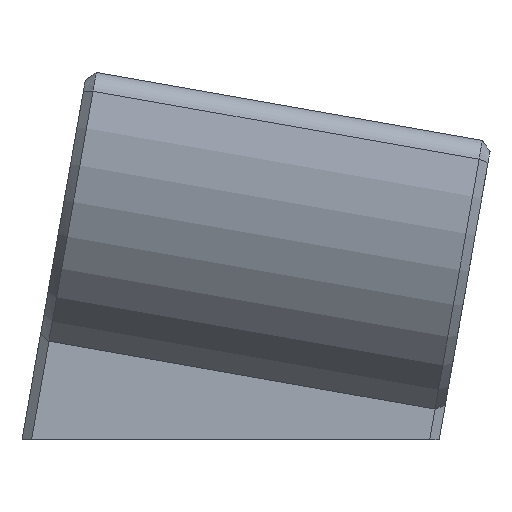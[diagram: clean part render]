
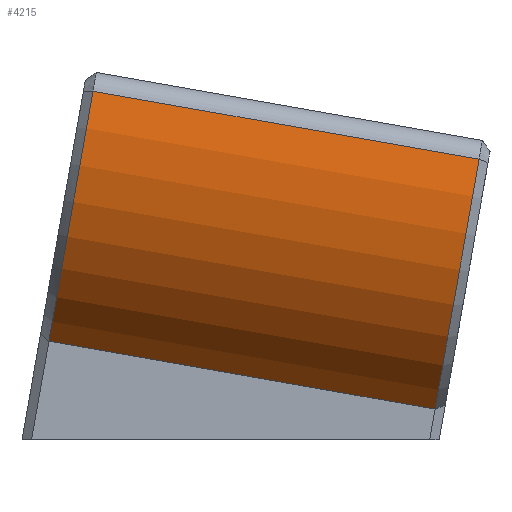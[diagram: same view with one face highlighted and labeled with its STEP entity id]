
A CAD part, left-side view. The second image highlights one B-rep face of the part: STEP entity #4215.
In plain terms, the highlighted cylindrical face has radius 20 mm (diameter 40 mm), a partial arc.
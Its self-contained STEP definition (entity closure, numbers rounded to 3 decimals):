
#101 = CYLINDRICAL_SURFACE('',#102,2.);
#102 = AXIS2_PLACEMENT_3D('',#103,#104,#105);
#103 = CARTESIAN_POINT('',(-143.658,25.124,
    5.253));
#104 = DIRECTION('',(0.,0.985,0.174)
  );
#105 = DIRECTION('',(-1.,0.,0.));
#2592 = VERTEX_POINT('',#2593);
#2593 = CARTESIAN_POINT('',(-145.623,-10.937,
    -0.725));
#2620 = EDGE_CURVE('',#2592,#2621,#2623,.T.);
#2621 = VERTEX_POINT('',#2622);
#2622 = CARTESIAN_POINT('',(-145.623,-43.83,
    -6.525));
#2623 = SURFACE_CURVE('',#2624,(#2628,#2635),.PCURVE_S1.);
#2624 = LINE('',#2625,#2626);
#2625 = CARTESIAN_POINT('',(-145.623,25.059,
    5.622));
#2626 = VECTOR('',#2627,1.);
#2627 = DIRECTION('',(0.,-0.985,-0.174));
#2628 = PCURVE('',#101,#2629);
#2629 = DEFINITIONAL_REPRESENTATION('',(#2630),#2634);
#2630 = LINE('',#2631,#2632);
#2631 = CARTESIAN_POINT('',(0.189,0.));
#2632 = VECTOR('',#2633,1.);
#2633 = DIRECTION('',(0.,-1.));
#2634 = ( GEOMETRIC_REPRESENTATION_CONTEXT(2) 
PARAMETRIC_REPRESENTATION_CONTEXT() REPRESENTATION_CONTEXT('2D SPACE',''
  ) );
#2635 = PCURVE('',#2636,#2641);
#2636 = CYLINDRICAL_SURFACE('',#2637,20.);
#2637 = AXIS2_PLACEMENT_3D('',#2638,#2639,#2640);
#2638 = CARTESIAN_POINT('',(-125.977,25.71,1.929)
  );
#2639 = DIRECTION('',(0.,0.985,0.174)
  );
#2640 = DIRECTION('',(-1.,0.,0.));
#2641 = DEFINITIONAL_REPRESENTATION('',(#2642),#2646);
#2642 = LINE('',#2643,#2644);
#2643 = CARTESIAN_POINT('',(6.472,0.));
#2644 = VECTOR('',#2645,1.);
#2645 = DIRECTION('',(0.,-1.));
#2646 = ( GEOMETRIC_REPRESENTATION_CONTEXT(2) 
PARAMETRIC_REPRESENTATION_CONTEXT() REPRESENTATION_CONTEXT('2D SPACE',''
  ) );
#4040 = CONICAL_SURFACE('',#4041,20.,0.785);
#4041 = AXIS2_PLACEMENT_3D('',#4042,#4043,#4044);
#4042 = CARTESIAN_POINT('',(-125.977,-43.178,-10.218)
  );
#4043 = DIRECTION('',(0.,0.985,0.174)
  );
#4044 = DIRECTION('',(-0.982,-0.033,0.185)
  );
#4178 = CONICAL_SURFACE('',#4179,20.,0.785);
#4179 = AXIS2_PLACEMENT_3D('',#4180,#4181,#4182);
#4180 = CARTESIAN_POINT('',(-125.977,-10.286,-4.418)
  );
#4181 = DIRECTION('',(0.,-0.985,
    -0.174));
#4182 = DIRECTION('',(-0.982,-0.033,0.185)
  );
#4215 = ADVANCED_FACE('',(#4216),#2636,.T.);
#4216 = FACE_BOUND('',#4217,.T.);
#4217 = EDGE_LOOP('',(#4218,#4219,#4243,#4271));
#4218 = ORIENTED_EDGE('',*,*,#2620,.F.);
#4219 = ORIENTED_EDGE('',*,*,#4220,.T.);
#4220 = EDGE_CURVE('',#2592,#4221,#4223,.T.);
#4221 = VERTEX_POINT('',#4222);
#4222 = CARTESIAN_POINT('',(-134.977,-7.184,-22.007)
  );
#4223 = SURFACE_CURVE('',#4224,(#4229,#4236),.PCURVE_S1.);
#4224 = CIRCLE('',#4225,20.);
#4225 = AXIS2_PLACEMENT_3D('',#4226,#4227,#4228);
#4226 = CARTESIAN_POINT('',(-125.977,-10.286,-4.418)
  );
#4227 = DIRECTION('',(0.,-0.985,
    -0.174));
#4228 = DIRECTION('',(-0.982,-0.033,0.185)
  );
#4229 = PCURVE('',#2636,#4230);
#4230 = DEFINITIONAL_REPRESENTATION('',(#4231),#4235);
#4231 = LINE('',#4232,#4233);
#4232 = CARTESIAN_POINT('',(6.472,-36.551));
#4233 = VECTOR('',#4234,1.);
#4234 = DIRECTION('',(-1.,-0.));
#4235 = ( GEOMETRIC_REPRESENTATION_CONTEXT(2) 
PARAMETRIC_REPRESENTATION_CONTEXT() REPRESENTATION_CONTEXT('2D SPACE',''
  ) );
#4236 = PCURVE('',#4178,#4237);
#4237 = DEFINITIONAL_REPRESENTATION('',(#4238),#4242);
#4238 = LINE('',#4239,#4240);
#4239 = CARTESIAN_POINT('',(0.,-0.));
#4240 = VECTOR('',#4241,1.);
#4241 = DIRECTION('',(1.,-0.));
#4242 = ( GEOMETRIC_REPRESENTATION_CONTEXT(2) 
PARAMETRIC_REPRESENTATION_CONTEXT() REPRESENTATION_CONTEXT('2D SPACE',''
  ) );
#4243 = ORIENTED_EDGE('',*,*,#4244,.T.);
#4244 = EDGE_CURVE('',#4221,#4245,#4247,.T.);
#4245 = VERTEX_POINT('',#4246);
#4246 = CARTESIAN_POINT('',(-134.977,-40.077,-27.807)
  );
#4247 = SURFACE_CURVE('',#4248,(#4252,#4259),.PCURVE_S1.);
#4248 = LINE('',#4249,#4250);
#4249 = CARTESIAN_POINT('',(-134.977,-6.396,-21.868)
  );
#4250 = VECTOR('',#4251,1.);
#4251 = DIRECTION('',(0.,-0.985,
    -0.174));
#4252 = PCURVE('',#2636,#4253);
#4253 = DEFINITIONAL_REPRESENTATION('',(#4254),#4258);
#4254 = LINE('',#4255,#4256);
#4255 = CARTESIAN_POINT('',(5.179,-35.751));
#4256 = VECTOR('',#4257,1.);
#4257 = DIRECTION('',(0.,-1.));
#4258 = ( GEOMETRIC_REPRESENTATION_CONTEXT(2) 
PARAMETRIC_REPRESENTATION_CONTEXT() REPRESENTATION_CONTEXT('2D SPACE',''
  ) );
#4259 = PCURVE('',#4260,#4265);
#4260 = PLANE('',#4261);
#4261 = AXIS2_PLACEMENT_3D('',#4262,#4263,#4264);
#4262 = CARTESIAN_POINT('',(-134.977,-21.821,-27.557)
  );
#4263 = DIRECTION('',(-1.,0.,0.));
#4264 = DIRECTION('',(0.,0.,-1.));
#4265 = DEFINITIONAL_REPRESENTATION('',(#4266),#4270);
#4266 = LINE('',#4267,#4268);
#4267 = CARTESIAN_POINT('',(-5.689,-15.425));
#4268 = VECTOR('',#4269,1.);
#4269 = DIRECTION('',(0.174,0.985));
#4270 = ( GEOMETRIC_REPRESENTATION_CONTEXT(2) 
PARAMETRIC_REPRESENTATION_CONTEXT() REPRESENTATION_CONTEXT('2D SPACE',''
  ) );
#4271 = ORIENTED_EDGE('',*,*,#4272,.F.);
#4272 = EDGE_CURVE('',#2621,#4245,#4273,.T.);
#4273 = SURFACE_CURVE('',#4274,(#4279,#4286),.PCURVE_S1.);
#4274 = CIRCLE('',#4275,20.);
#4275 = AXIS2_PLACEMENT_3D('',#4276,#4277,#4278);
#4276 = CARTESIAN_POINT('',(-125.977,-43.178,-10.218)
  );
#4277 = DIRECTION('',(0.,-0.985,
    -0.174));
#4278 = DIRECTION('',(-0.982,-0.033,0.185)
  );
#4279 = PCURVE('',#2636,#4280);
#4280 = DEFINITIONAL_REPRESENTATION('',(#4281),#4285);
#4281 = LINE('',#4282,#4283);
#4282 = CARTESIAN_POINT('',(6.472,-69.951));
#4283 = VECTOR('',#4284,1.);
#4284 = DIRECTION('',(-1.,-0.));
#4285 = ( GEOMETRIC_REPRESENTATION_CONTEXT(2) 
PARAMETRIC_REPRESENTATION_CONTEXT() REPRESENTATION_CONTEXT('2D SPACE',''
  ) );
#4286 = PCURVE('',#4040,#4287);
#4287 = DEFINITIONAL_REPRESENTATION('',(#4288),#4292);
#4288 = LINE('',#4289,#4290);
#4289 = CARTESIAN_POINT('',(-0.,-0.));
#4290 = VECTOR('',#4291,1.);
#4291 = DIRECTION('',(-1.,-0.));
#4292 = ( GEOMETRIC_REPRESENTATION_CONTEXT(2) 
PARAMETRIC_REPRESENTATION_CONTEXT() REPRESENTATION_CONTEXT('2D SPACE',''
  ) );
